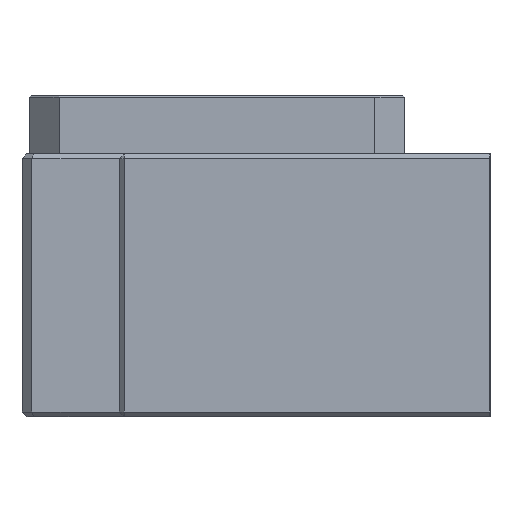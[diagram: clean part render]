
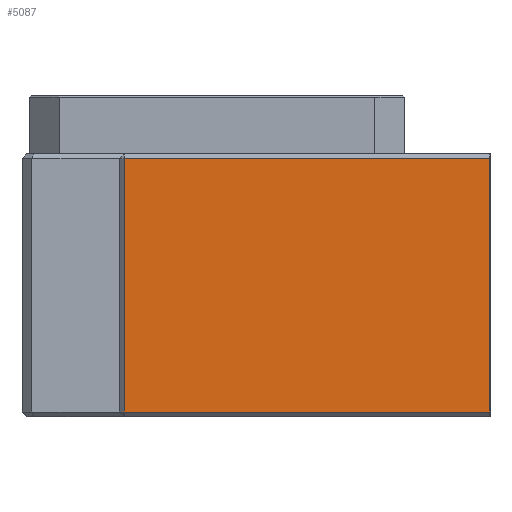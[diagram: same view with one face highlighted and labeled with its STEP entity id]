
A CAD part, left-side view. The second image highlights one B-rep face of the part: STEP entity #5087.
In plain terms, the highlighted planar face has unit normal (-1, 0, 0).
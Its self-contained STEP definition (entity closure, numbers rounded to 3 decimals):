
#57 = VECTOR ( 'NONE', #11826, 1000. ) ;
#537 = VERTEX_POINT ( 'NONE', #7147 ) ;
#1017 = LINE ( 'NONE', #5207, #13339 ) ;
#1144 = DIRECTION ( 'NONE',  ( 0., 0., -1. ) ) ;
#2090 = ORIENTED_EDGE ( 'NONE', *, *, #2555, .T. ) ;
#2177 = CARTESIAN_POINT ( 'NONE',  ( 0., 0., -0.5 ) ) ;
#2555 = EDGE_CURVE ( 'NONE', #5866, #9610, #1017, .T. ) ;
#2944 = ORIENTED_EDGE ( 'NONE', *, *, #2997, .T. ) ;
#2997 = EDGE_CURVE ( 'NONE', #9610, #12970, #3406, .T. ) ;
#3071 = EDGE_LOOP ( 'NONE', ( #5719, #2090, #2944, #12642 ) ) ;
#3084 = CARTESIAN_POINT ( 'NONE',  ( 0., 38., -0.5 ) ) ;
#3406 = LINE ( 'NONE', #7595, #57 ) ;
#3469 = DIRECTION ( 'NONE',  ( -1., 0., 0. ) ) ;
#3640 = VECTOR ( 'NONE', #1144, 1000. ) ;
#4482 = FACE_OUTER_BOUND ( 'NONE', #3071, .T. ) ;
#5087 = ADVANCED_FACE ( 'NONE', ( #4482 ), #8709, .T. ) ;
#5207 = CARTESIAN_POINT ( 'NONE',  ( 0., 0., -26.5 ) ) ;
#5591 = EDGE_CURVE ( 'NONE', #12970, #537, #12543, .T. ) ;
#5719 = ORIENTED_EDGE ( 'NONE', *, *, #7193, .T. ) ;
#5866 = VERTEX_POINT ( 'NONE', #9893 ) ;
#6377 = LINE ( 'NONE', #10623, #3640 ) ;
#7147 = CARTESIAN_POINT ( 'NONE',  ( 0., 37.5, -0.5 ) ) ;
#7193 = EDGE_CURVE ( 'NONE', #537, #5866, #6377, .T. ) ;
#7277 = DIRECTION ( 'NONE',  ( 0., 1., 0. ) ) ;
#7556 = AXIS2_PLACEMENT_3D ( 'NONE', #12921, #3469, #7668 ) ;
#7595 = CARTESIAN_POINT ( 'NONE',  ( 0., 0., -27. ) ) ;
#7668 = DIRECTION ( 'NONE',  ( 0., -1., 0. ) ) ;
#8709 = PLANE ( 'NONE',  #7556 ) ;
#9435 = DIRECTION ( 'NONE',  ( 0., -1., 0. ) ) ;
#9610 = VERTEX_POINT ( 'NONE', #11398 ) ;
#9893 = CARTESIAN_POINT ( 'NONE',  ( 0., 37.5, -26.5 ) ) ;
#10623 = CARTESIAN_POINT ( 'NONE',  ( 0., 37.5, -27. ) ) ;
#11037 = VECTOR ( 'NONE', #7277, 1000. ) ;
#11398 = CARTESIAN_POINT ( 'NONE',  ( 0., 0., -26.5 ) ) ;
#11826 = DIRECTION ( 'NONE',  ( 0., 0., 1. ) ) ;
#12543 = LINE ( 'NONE', #3084, #11037 ) ;
#12642 = ORIENTED_EDGE ( 'NONE', *, *, #5591, .T. ) ;
#12921 = CARTESIAN_POINT ( 'NONE',  ( 0., 0., -27. ) ) ;
#12970 = VERTEX_POINT ( 'NONE', #2177 ) ;
#13339 = VECTOR ( 'NONE', #9435, 1000. ) ;
